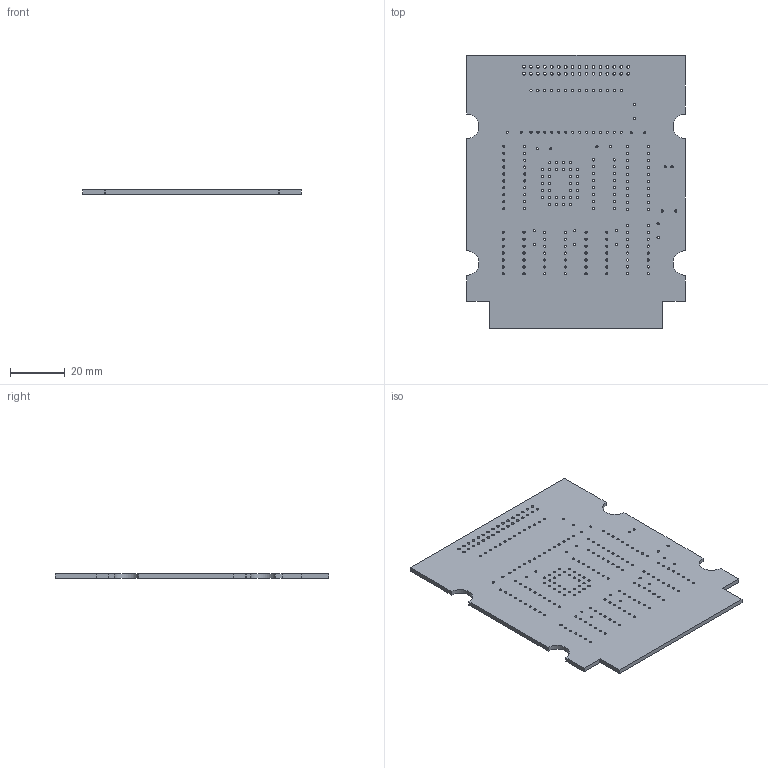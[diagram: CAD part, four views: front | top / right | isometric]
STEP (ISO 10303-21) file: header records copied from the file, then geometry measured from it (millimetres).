
FILE_DESCRIPTION(('KiCad electronic assembly'),'2;1');
FILE_NAME('slot2-dataport-REV3.step','2022-11-06T12:35:39',('Pcbnew'),( 'Kicad'),'Open CASCADE STEP processor 7.6','KiCad to STEP converter' ,'Unknown');
FILE_SCHEMA(('AUTOMOTIVE_DESIGN { 1 0 10303 214 1 1 1 1 }'));
Length unit declared in the file: millimetre
Products named in the file (2): slot2-dataport-REV3 1; slot2-dataport-REV3 PCB
Assembly tree (1 placements, depth 2):
  slot2-dataport-REV3 1
    slot2-dataport-REV3 PCB
Bounding box: 80 x 100 x 1.6 mm (x, y, z)
Volume: 12132.5 mm3; surface area: 16723.6 mm2
Topology: 1 solids, 1 shells, 265 faces, 789 edges, 526 vertices
Faces by surface type: cylinder 232, plane 33
Full cylindrical faces by diameter (mm): 0.8 x196, 1 x32
Entity records: 20383 total; most frequent: DIRECTION 3365, CARTESIAN_POINT 3160, ORIENTED_EDGE 1578, PCURVE 1578, DEFINITIONAL_REPRESENTATION 1578, LINE 1439, VECTOR 1439, CIRCLE 928
